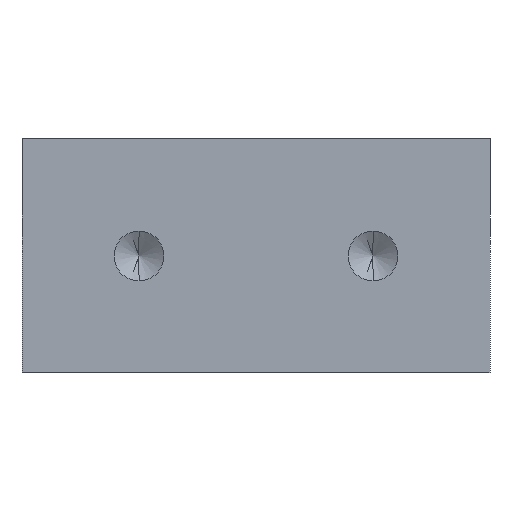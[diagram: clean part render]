
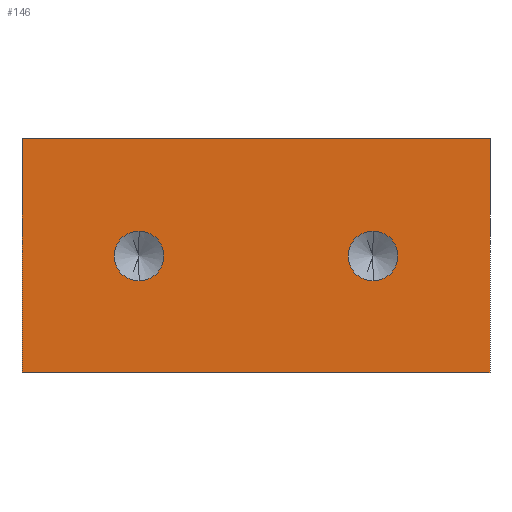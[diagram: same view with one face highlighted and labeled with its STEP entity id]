
A CAD part, front view. The second image highlights one B-rep face of the part: STEP entity #146.
In plain terms, the highlighted planar face has unit normal (0, -1, 0).
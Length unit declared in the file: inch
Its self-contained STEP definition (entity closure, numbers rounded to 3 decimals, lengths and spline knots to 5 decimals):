
#42 = ORIENTED_EDGE ( 'NONE', *, *, #575, .F. ) ;
#44 = CIRCLE ( 'NONE', #302, 0.05325 ) ;
#59 = DIRECTION ( 'NONE',  ( 0., -1., 0. ) ) ;
#76 = CARTESIAN_POINT ( 'NONE',  ( -0.25, 0., 0. ) ) ;
#82 = AXIS2_PLACEMENT_3D ( 'NONE', #184, #120, #252 ) ;
#87 = AXIS2_PLACEMENT_3D ( 'NONE', #617, #796, #157 ) ;
#95 = ORIENTED_EDGE ( 'NONE', *, *, #636, .T. ) ;
#105 = VECTOR ( 'NONE', #622, 39.37008 ) ;
#109 = AXIS2_PLACEMENT_3D ( 'NONE', #159, #725, #376 ) ;
#112 = EDGE_LOOP ( 'NONE', ( #697, #42 ) ) ;
#120 = DIRECTION ( 'NONE',  ( 0., 1., 0. ) ) ;
#142 = CARTESIAN_POINT ( 'NONE',  ( -0.25, 0., -0.05325 ) ) ;
#146 = ADVANCED_FACE ( 'NONE', ( #520, #312, #290 ), #712, .F. ) ;
#157 = DIRECTION ( 'NONE',  ( 0., 0., -1. ) ) ;
#159 = CARTESIAN_POINT ( 'NONE',  ( 0.25, 0., 0. ) ) ;
#161 = ORIENTED_EDGE ( 'NONE', *, *, #806, .T. ) ;
#175 = VERTEX_POINT ( 'NONE', #595 ) ;
#176 = DIRECTION ( 'NONE',  ( 1., 0., 0. ) ) ;
#184 = CARTESIAN_POINT ( 'NONE',  ( -0.5, 0., 0.25 ) ) ;
#234 = VERTEX_POINT ( 'NONE', #142 ) ;
#240 = LINE ( 'NONE', #501, #736 ) ;
#252 = DIRECTION ( 'NONE',  ( -1., 0., 0. ) ) ;
#280 = EDGE_CURVE ( 'NONE', #491, #357, #366, .T. ) ;
#285 = LINE ( 'NONE', #601, #768 ) ;
#290 = FACE_OUTER_BOUND ( 'NONE', #672, .T. ) ;
#291 = AXIS2_PLACEMENT_3D ( 'NONE', #76, #59, #325 ) ;
#297 = ORIENTED_EDGE ( 'NONE', *, *, #674, .F. ) ;
#302 = AXIS2_PLACEMENT_3D ( 'NONE', #454, #535, #457 ) ;
#312 = FACE_BOUND ( 'NONE', #112, .T. ) ;
#325 = DIRECTION ( 'NONE',  ( 0., 0., -1. ) ) ;
#329 = LINE ( 'NONE', #561, #105 ) ;
#343 = CARTESIAN_POINT ( 'NONE',  ( -0.5, 0., -0.25 ) ) ;
#357 = VERTEX_POINT ( 'NONE', #678 ) ;
#366 = LINE ( 'NONE', #550, #470 ) ;
#372 = CIRCLE ( 'NONE', #87, 0.05325 ) ;
#376 = DIRECTION ( 'NONE',  ( 0., 0., -1. ) ) ;
#401 = CARTESIAN_POINT ( 'NONE',  ( 0.5, 0., 0.25 ) ) ;
#407 = EDGE_LOOP ( 'NONE', ( #565, #297 ) ) ;
#429 = VERTEX_POINT ( 'NONE', #602 ) ;
#454 = CARTESIAN_POINT ( 'NONE',  ( 0.25, 0., 0. ) ) ;
#457 = DIRECTION ( 'NONE',  ( 0., 0., -1. ) ) ;
#462 = CARTESIAN_POINT ( 'NONE',  ( 0.25, 0., -0.05325 ) ) ;
#470 = VECTOR ( 'NONE', #781, 39.37008 ) ;
#491 = VERTEX_POINT ( 'NONE', #401 ) ;
#500 = VERTEX_POINT ( 'NONE', #462 ) ;
#501 = CARTESIAN_POINT ( 'NONE',  ( -0.5, 0., -0.25 ) ) ;
#520 = FACE_BOUND ( 'NONE', #407, .T. ) ;
#535 = DIRECTION ( 'NONE',  ( 0., -1., 0. ) ) ;
#550 = CARTESIAN_POINT ( 'NONE',  ( 0.5, 0., 0.25 ) ) ;
#561 = CARTESIAN_POINT ( 'NONE',  ( -0.5, 0., 0.25 ) ) ;
#565 = ORIENTED_EDGE ( 'NONE', *, *, #813, .F. ) ;
#575 = EDGE_CURVE ( 'NONE', #429, #234, #372, .T. ) ;
#593 = ORIENTED_EDGE ( 'NONE', *, *, #280, .F. ) ;
#595 = CARTESIAN_POINT ( 'NONE',  ( 0.25, 0., 0.05325 ) ) ;
#601 = CARTESIAN_POINT ( 'NONE',  ( -0.5, 0., 0.25 ) ) ;
#602 = CARTESIAN_POINT ( 'NONE',  ( -0.25, 0., 0.05325 ) ) ;
#617 = CARTESIAN_POINT ( 'NONE',  ( -0.25, 0., 0. ) ) ;
#622 = DIRECTION ( 'NONE',  ( 0., 0., -1. ) ) ;
#630 = EDGE_CURVE ( 'NONE', #234, #429, #639, .T. ) ;
#636 = EDGE_CURVE ( 'NONE', #759, #686, #329, .T. ) ;
#639 = CIRCLE ( 'NONE', #291, 0.05325 ) ;
#664 = CARTESIAN_POINT ( 'NONE',  ( -0.5, 0., 0.25 ) ) ;
#672 = EDGE_LOOP ( 'NONE', ( #161, #593, #734, #95 ) ) ;
#674 = EDGE_CURVE ( 'NONE', #175, #500, #44, .T. ) ;
#678 = CARTESIAN_POINT ( 'NONE',  ( 0.5, 0., -0.25 ) ) ;
#686 = VERTEX_POINT ( 'NONE', #343 ) ;
#697 = ORIENTED_EDGE ( 'NONE', *, *, #630, .F. ) ;
#712 = PLANE ( 'NONE',  #82 ) ;
#725 = DIRECTION ( 'NONE',  ( 0., -1., 0. ) ) ;
#734 = ORIENTED_EDGE ( 'NONE', *, *, #760, .F. ) ;
#736 = VECTOR ( 'NONE', #176, 39.37008 ) ;
#759 = VERTEX_POINT ( 'NONE', #664 ) ;
#760 = EDGE_CURVE ( 'NONE', #759, #491, #285, .T. ) ;
#768 = VECTOR ( 'NONE', #773, 39.37008 ) ;
#773 = DIRECTION ( 'NONE',  ( 1., 0., 0. ) ) ;
#781 = DIRECTION ( 'NONE',  ( 0., 0., -1. ) ) ;
#782 = CIRCLE ( 'NONE', #109, 0.05325 ) ;
#796 = DIRECTION ( 'NONE',  ( 0., -1., 0. ) ) ;
#806 = EDGE_CURVE ( 'NONE', #686, #357, #240, .T. ) ;
#813 = EDGE_CURVE ( 'NONE', #500, #175, #782, .T. ) ;
